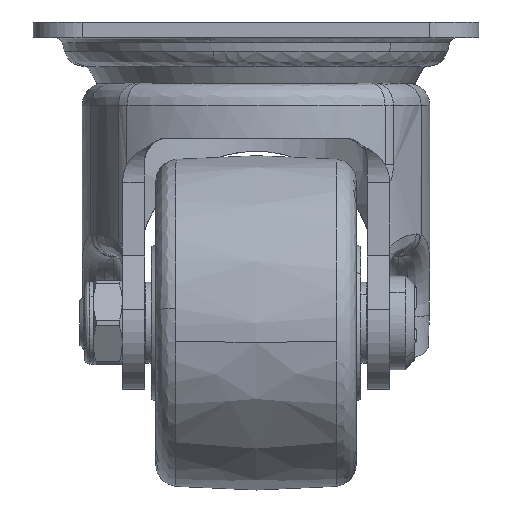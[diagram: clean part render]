
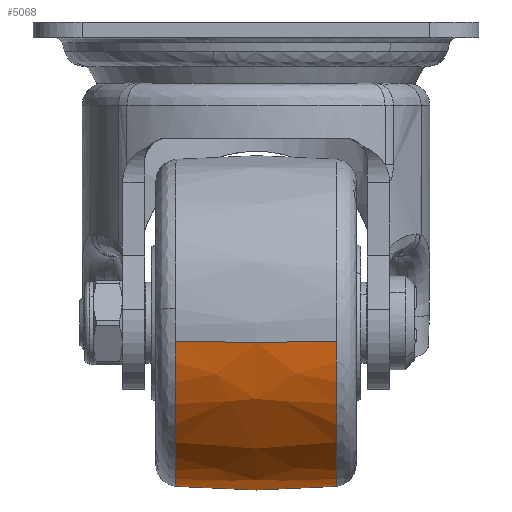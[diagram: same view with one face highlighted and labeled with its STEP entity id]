
A CAD part, left-side view. The second image highlights one B-rep face of the part: STEP entity #5068.
In plain terms, the highlighted free-form (B-spline) face has degree [2, 2] with [3, 3] control points.
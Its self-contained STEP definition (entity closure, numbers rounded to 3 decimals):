
#4527=CARTESIAN_POINT('',(-16.0,17.949,-104.193));
#4528=VERTEX_POINT('',#4527);
#4548=CARTESIAN_POINT('',(-52.448,17.949,-71.737));
#4549=VERTEX_POINT('',#4548);
#4550=CARTESIAN_POINT('',(-16.0,17.949,-104.193));
#4551=CARTESIAN_POINT('',(-18.086,17.949,-104.193));
#4552=CARTESIAN_POINT('',(-21.144,17.949,-103.931));
#4553=CARTESIAN_POINT('',(-25.363,17.949,-103.031));
#4554=CARTESIAN_POINT('',(-29.418,17.949,-101.771));
#4555=CARTESIAN_POINT('',(-34.163,17.949,-99.567));
#4556=CARTESIAN_POINT('',(-39.182,17.949,-96.157));
#4557=CARTESIAN_POINT('',(-43.171,17.949,-92.353));
#4558=CARTESIAN_POINT('',(-46.562,17.949,-88.021));
#4559=CARTESIAN_POINT('',(-48.974,17.949,-83.857));
#4560=CARTESIAN_POINT('',(-51.242,17.949,-78.315));
#4561=CARTESIAN_POINT('',(-52.143,17.949,-74.361));
#4562=CARTESIAN_POINT('',(-52.448,17.949,-71.737));
#4563=B_SPLINE_CURVE_WITH_KNOTS('',3,(#4550,#4551,#4552,#4553,#4554,#4555,#4556,#4557,#4558,#4559,#4560,#4561,#4562),.UNSPECIFIED.,.F.,.U.,(4,1,1,1,1,1,1,1,1,1,4),(0.,6.257,9.177,12.931,18.979,24.819,31.075,35.455,41.295,45.466,53.391),.UNSPECIFIED.);
#4564=EDGE_CURVE('',#4528,#4549,#4563,.T.);
#4751=CARTESIAN_POINT('',(-16.0,-17.949,-104.193));
#4752=VERTEX_POINT('',#4751);
#4880=CARTESIAN_POINT('',(-52.448,-17.949,-71.737));
#4881=VERTEX_POINT('',#4880);
#4900=CARTESIAN_POINT('',(-16.0,-17.949,-104.193));
#4901=CARTESIAN_POINT('',(-17.529,-17.949,-104.193));
#4902=CARTESIAN_POINT('',(-21.144,-17.949,-103.967));
#4903=CARTESIAN_POINT('',(-26.399,-17.949,-102.845));
#4904=CARTESIAN_POINT('',(-31.278,-17.949,-100.971));
#4905=CARTESIAN_POINT('',(-34.894,-17.949,-99.022));
#4906=CARTESIAN_POINT('',(-38.014,-17.949,-96.928));
#4907=CARTESIAN_POINT('',(-40.812,-17.949,-94.629));
#4908=CARTESIAN_POINT('',(-43.88,-17.949,-91.497));
#4909=CARTESIAN_POINT('',(-46.378,-17.949,-88.23));
#4910=CARTESIAN_POINT('',(-48.405,-17.949,-84.82));
#4911=CARTESIAN_POINT('',(-49.904,-17.949,-81.68));
#4912=CARTESIAN_POINT('',(-51.474,-17.949,-77.362));
#4913=CARTESIAN_POINT('',(-52.191,-17.949,-73.946));
#4914=CARTESIAN_POINT('',(-52.448,-17.949,-71.737));
#4915=B_SPLINE_CURVE_WITH_KNOTS('',3,(#4900,#4901,#4902,#4903,#4904,#4905,#4906,#4907,#4908,#4909,#4910,#4911,#4912,#4913,#4914),.UNSPECIFIED.,.F.,.U.,(4,1,1,1,1,1,1,1,1,1,1,1,4),(0.,4.588,10.845,16.059,20.23,23.15,27.321,31.075,36.289,39.626,42.963,46.717,53.391),.UNSPECIFIED.);
#4916=EDGE_CURVE('',#4752,#4881,#4915,.T.);
#5010=CARTESIAN_POINT('',(-52.448,17.949,-71.737));
#5011=CARTESIAN_POINT('',(-54.054,0.,-71.923));
#5012=CARTESIAN_POINT('',(-52.448,-17.949,-71.737));
#5020=(BOUNDED_CURVE()B_SPLINE_CURVE(2,(#5010,#5011,#5012),.UNSPECIFIED.,.F.,.U.)B_SPLINE_CURVE_WITH_KNOTS((3,3),(0.43,0.57),.UNSPECIFIED.)CURVE()GEOMETRIC_REPRESENTATION_ITEM()RATIONAL_B_SPLINE_CURVE((0.869,0.865,0.869))REPRESENTATION_ITEM(''));
#5021=EDGE_CURVE('',#4549,#4881,#5020,.T.);
#5027=CARTESIAN_POINT('',(-16.,17.949,-104.193));
#5028=CARTESIAN_POINT('',(-16.,0.,-105.81));
#5029=CARTESIAN_POINT('',(-16.,-17.949,-104.193));
#5037=(BOUNDED_CURVE()B_SPLINE_CURVE(2,(#5027,#5028,#5029),.UNSPECIFIED.,.F.,.U.)B_SPLINE_CURVE_WITH_KNOTS((3,3),(0.43,0.57),.UNSPECIFIED.)CURVE()GEOMETRIC_REPRESENTATION_ITEM()RATIONAL_B_SPLINE_CURVE((0.908,0.904,0.908))REPRESENTATION_ITEM(''));
#5038=EDGE_CURVE('',#4528,#4752,#5037,.T.);
#5045=CARTESIAN_POINT('',(-16.,19.733,-104.024));
#5046=CARTESIAN_POINT('',(-16.,0.,-105.981));
#5047=CARTESIAN_POINT('',(-16.0,-19.733,-104.024));
#5048=CARTESIAN_POINT('',(-48.524,19.733,-104.024));
#5049=CARTESIAN_POINT('',(-50.267,0.,-105.981));
#5050=CARTESIAN_POINT('',(-48.524,-19.733,-104.024));
#5051=CARTESIAN_POINT('',(-52.28,19.733,-71.717));
#5052=CARTESIAN_POINT('',(-54.223,0.,-71.943));
#5053=CARTESIAN_POINT('',(-52.28,-19.733,-71.717));
#5061=(BOUNDED_SURFACE()B_SPLINE_SURFACE(2,2,((#5045,#5048,#5051),(#5046,#5049,#5052),(#5047,#5050,#5053)),.UNSPECIFIED.,.F.,.F.,.U.)B_SPLINE_SURFACE_WITH_KNOTS((3,3),(3,3),(0.0,39.563),(0.0,57.099),.UNSPECIFIED.)GEOMETRIC_REPRESENTATION_ITEM()RATIONAL_B_SPLINE_SURFACE(((0.908,0.664,0.869),(0.904,0.66,0.865),(0.908,0.664,0.869)))REPRESENTATION_ITEM('')SURFACE());
#5062=ORIENTED_EDGE('',*,*,#4564,.F.);
#5063=ORIENTED_EDGE('',*,*,#5038,.T.);
#5064=ORIENTED_EDGE('',*,*,#4916,.T.);
#5065=ORIENTED_EDGE('',*,*,#5021,.F.);
#5066=EDGE_LOOP('',(#5062,#5063,#5064,#5065));
#5067=FACE_OUTER_BOUND('',#5066,.T.);
#5068=ADVANCED_FACE('',(#5067),#5061,.T.);
